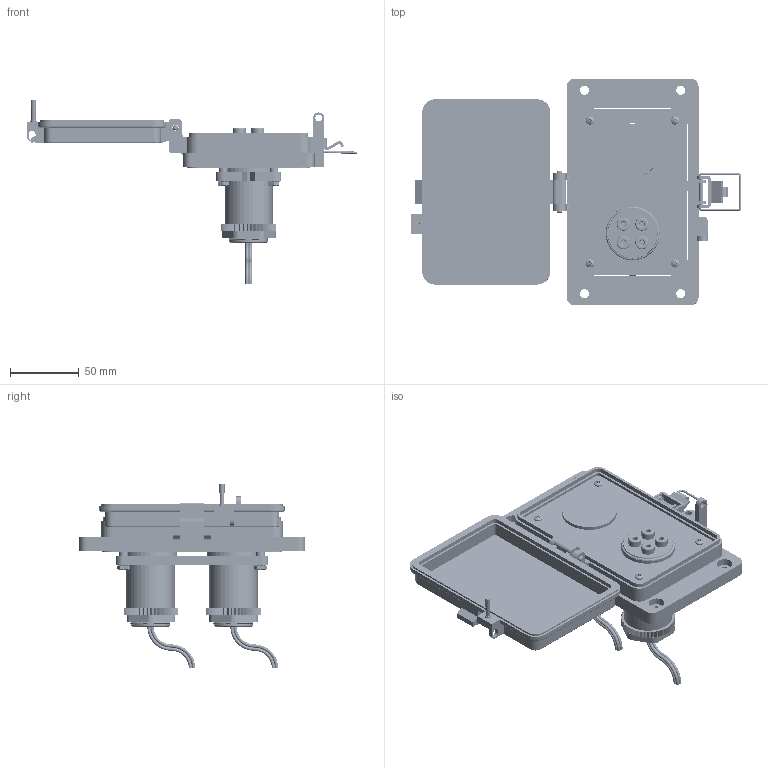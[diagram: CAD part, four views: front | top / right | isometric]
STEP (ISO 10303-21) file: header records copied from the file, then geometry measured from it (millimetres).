
FILE_DESCRIPTION (( 'STEP AP203' ), '1' );
FILE_NAME ('P-S12S21-M4RX-V_3D.STEP', '2022-01-17T17:45:40', ( '' ), ( '' ), 'SwSTEP 2.0', 'SolidWorks 2021', '' );
FILE_SCHEMA (( 'CONFIG_CONTROL_DESIGN' ));
Length unit declared in the file: millimetre
Products named in the file (17): 632FH_1-1_4-IN; R-3W-SLEEVE; BAK240_BP1; R-3W_NUT; VTS INSERT_VERTICAL; Z-001-SPR_5_8; R-3MT_SLEEVE; P-S12S21-M4RX-V_3D; Z-002-632516HN_90675A007; -M4; AR-3MT_NUT; R-3MT_UNIT; Z-H-M4_B; P-S12S21-M4RX-V_FP060_1; R-3W-UNIT; 92005A124_METRIC PAN HEAD PHILLIPS MACHINE SCREW_92005A124; BAK240_TP1
Assembly tree (28 placements, depth 3):
  P-S12S21-M4RX-V_3D
    -M4
      Z-H-M4_B
    VTS INSERT_VERTICAL
      BAK240_BP1
      BAK240_TP1
      632FH_1-1_4-IN  x4
      Z-001-SPR_5_8  x4
      Z-002-632516HN_90675A007  x4
      R-3W-UNIT
      R-3W-SLEEVE
      R-3W_NUT
      R-3MT_UNIT
      R-3MT_SLEEVE
      AR-3MT_NUT
    P-S12S21-M4RX-V_FP060_1
    92005A124_METRIC PAN HEAD PHILLIPS MACHINE SCREW_92005A124  x4
Bounding box: 240.59 x 164.96 x 134.46 mm (x, y, z)
Volume: 401336.2 mm3; surface area: 192164.2 mm2
Topology: 46 solids, 47 shells, 4112 faces, 11677 edges, 7689 vertices
Faces by surface type: cylinder 1622, plane 1196, bspline 984, cone 224, torus 78, sphere 8
Entity records: 149462 total; most frequent: CARTESIAN_POINT 86341, ORIENTED_EDGE 15398, DIRECTION 8657, EDGE_CURVE 7702, VERTEX_POINT 5063, B_SPLINE_CURVE_WITH_KNOTS 3119, LINE 3013, VECTOR 3013
